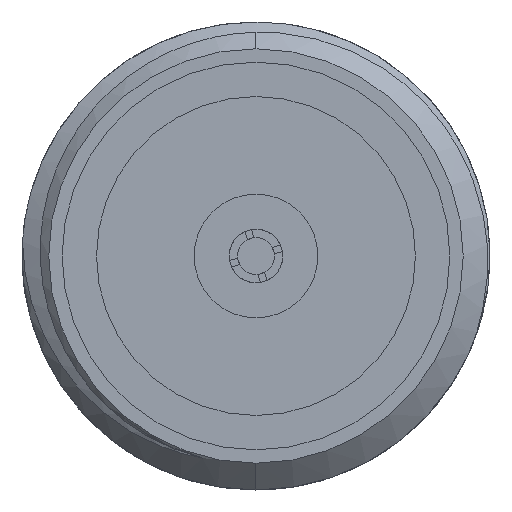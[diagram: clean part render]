
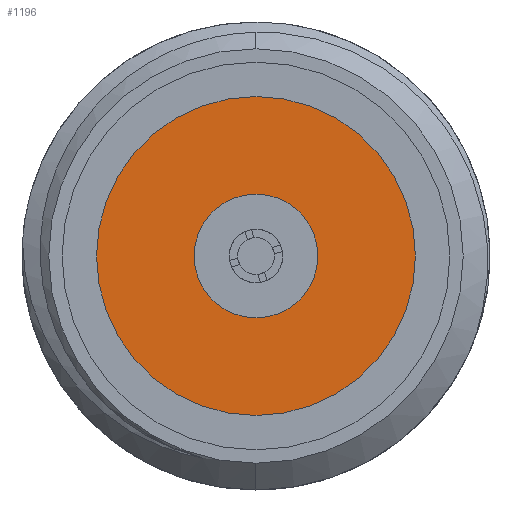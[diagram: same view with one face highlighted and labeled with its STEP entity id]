
A CAD part, front view. The second image highlights one B-rep face of the part: STEP entity #1196.
In plain terms, the highlighted planar face has unit normal (0, -1, 0).
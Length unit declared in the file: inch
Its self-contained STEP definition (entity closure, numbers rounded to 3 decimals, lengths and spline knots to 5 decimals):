
#16 = AXIS2_PLACEMENT_3D ( 'NONE', #4954, #1832, #3421 ) ;
#385 = ORIENTED_EDGE ( 'NONE', *, *, #4962, .F. ) ;
#399 = AXIS2_PLACEMENT_3D ( 'NONE', #986, #3777, #2174 ) ;
#460 = VERTEX_POINT ( 'NONE', #3199 ) ;
#660 = DIRECTION ( 'NONE',  ( 0., 0., -1. ) ) ;
#689 = CIRCLE ( 'NONE', #16, 0.03642 ) ;
#986 = CARTESIAN_POINT ( 'NONE',  ( 0., 0.12205, 0. ) ) ;
#1042 = PLANE ( 'NONE',  #4208 ) ;
#1167 = CARTESIAN_POINT ( 'NONE',  ( 0., 0.12205, 0. ) ) ;
#1196 = ADVANCED_FACE ( 'NONE', ( #5017, #1544 ), #1042, .T. ) ;
#1544 = FACE_OUTER_BOUND ( 'NONE', #2908, .T. ) ;
#1640 = DIRECTION ( 'NONE',  ( 0., -1., 0. ) ) ;
#1665 = AXIS2_PLACEMENT_3D ( 'NONE', #1167, #2784, #4360 ) ;
#1775 = VERTEX_POINT ( 'NONE', #1962 ) ;
#1832 = DIRECTION ( 'NONE',  ( 0., -1., 0. ) ) ;
#1920 = DIRECTION ( 'NONE',  ( 0., 0., -1. ) ) ;
#1962 = CARTESIAN_POINT ( 'NONE',  ( 0., 0.12205, -0.0939 ) ) ;
#2079 = CIRCLE ( 'NONE', #1665, 0.0939 ) ;
#2111 = EDGE_CURVE ( 'NONE', #4700, #460, #3355, .T. ) ;
#2137 = ORIENTED_EDGE ( 'NONE', *, *, #4465, .T. ) ;
#2174 = DIRECTION ( 'NONE',  ( 0., 0., -1. ) ) ;
#2411 = CARTESIAN_POINT ( 'NONE',  ( 0., 0.12205, 0. ) ) ;
#2448 = ORIENTED_EDGE ( 'NONE', *, *, #4405, .T. ) ;
#2588 = CARTESIAN_POINT ( 'NONE',  ( 0., 0.12205, 0. ) ) ;
#2784 = DIRECTION ( 'NONE',  ( 0., -1., 0. ) ) ;
#2908 = EDGE_LOOP ( 'NONE', ( #2448, #2137 ) ) ;
#2992 = DIRECTION ( 'NONE',  ( 0., -1., 0. ) ) ;
#3199 = CARTESIAN_POINT ( 'NONE',  ( 0., 0.12205, -0.03642 ) ) ;
#3323 = CARTESIAN_POINT ( 'NONE',  ( 0., 0.12205, 0.03642 ) ) ;
#3355 = CIRCLE ( 'NONE', #399, 0.03642 ) ;
#3421 = DIRECTION ( 'NONE',  ( 0., 0., -1. ) ) ;
#3494 = ORIENTED_EDGE ( 'NONE', *, *, #2111, .F. ) ;
#3777 = DIRECTION ( 'NONE',  ( 0., -1., 0. ) ) ;
#3820 = AXIS2_PLACEMENT_3D ( 'NONE', #2411, #1640, #1920 ) ;
#4032 = CARTESIAN_POINT ( 'NONE',  ( 0., 0.12205, 0.0939 ) ) ;
#4127 = VERTEX_POINT ( 'NONE', #4032 ) ;
#4208 = AXIS2_PLACEMENT_3D ( 'NONE', #2588, #2992, #660 ) ;
#4359 = EDGE_LOOP ( 'NONE', ( #385, #3494 ) ) ;
#4360 = DIRECTION ( 'NONE',  ( 0., 0., -1. ) ) ;
#4405 = EDGE_CURVE ( 'NONE', #1775, #4127, #2079, .T. ) ;
#4465 = EDGE_CURVE ( 'NONE', #4127, #1775, #4937, .T. ) ;
#4700 = VERTEX_POINT ( 'NONE', #3323 ) ;
#4937 = CIRCLE ( 'NONE', #3820, 0.0939 ) ;
#4954 = CARTESIAN_POINT ( 'NONE',  ( 0., 0.12205, 0. ) ) ;
#4962 = EDGE_CURVE ( 'NONE', #460, #4700, #689, .T. ) ;
#5017 = FACE_BOUND ( 'NONE', #4359, .T. ) ;
